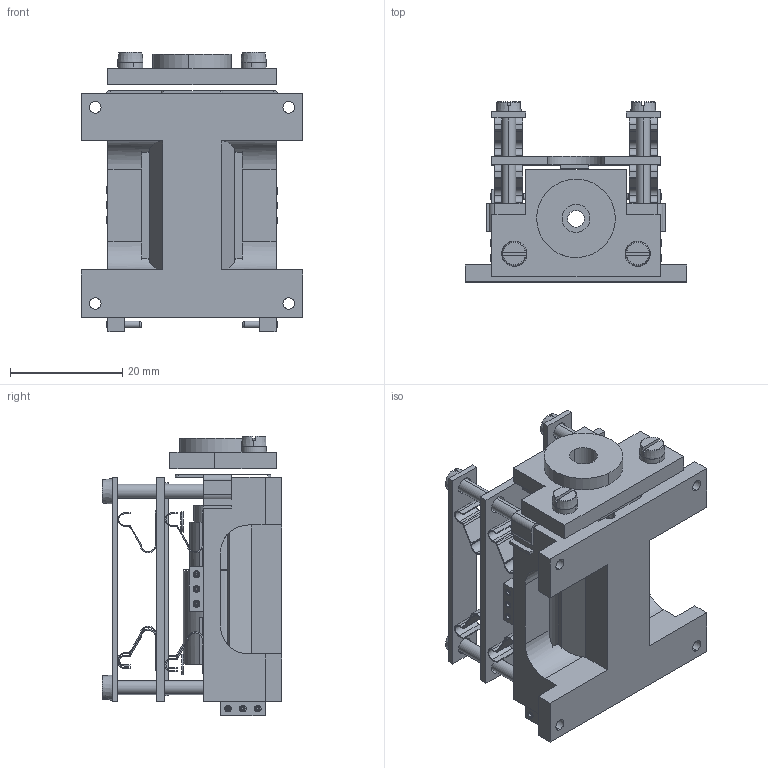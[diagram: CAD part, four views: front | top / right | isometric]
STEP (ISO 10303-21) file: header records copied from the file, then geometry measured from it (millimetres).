
FILE_DESCRIPTION (( 'STEP AP214' ), '1' );
FILE_NAME ('STM_piezo_head.STEP', '2017-08-21T06:29:19', ( 'Sidh Singh' ), ( '' ), 'SwSTEP 2.0', 'SolidWorks 2012', '' );
FILE_SCHEMA (( 'AUTOMOTIVE_DESIGN' ));
Length unit declared in the file: millimetre
Products named in the file (1): STM_piezo_head
Bounding box: 39.5 x 32.1 x 49.8 mm (x, y, z)
Surface area: 17781.2 mm2 (no closed solid volume)
Topology: 0 solids, 55 shells, 722 faces, 1857 edges, 1192 vertices
Faces by surface type: plane 430, cylinder 242, torus 36, cone 14
Entity records: 30033 total; most frequent: CARTESIAN_POINT 4376, DIRECTION 3917, ORIENTED_EDGE 3239, EDGE_CURVE 1857, AXIS2_PLACEMENT_3D 1391, VERTEX_POINT 1192, VECTOR 1135, LINE 1135
